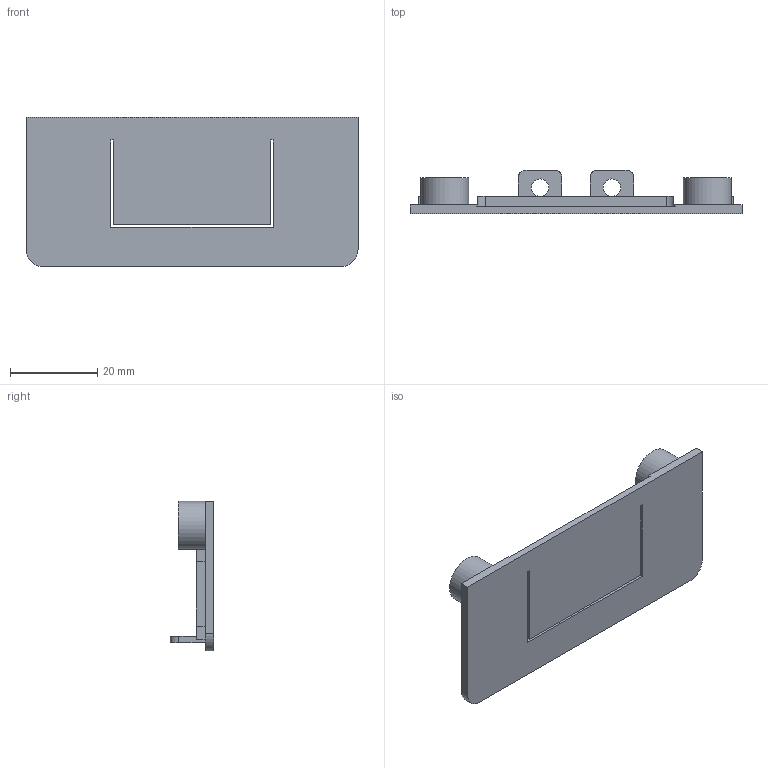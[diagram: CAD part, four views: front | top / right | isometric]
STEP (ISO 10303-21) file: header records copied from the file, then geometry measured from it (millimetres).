
FILE_DESCRIPTION(/* description */ ('STEP AP242','CAx-IF Rec.Pracs.---Representation and Presentation of Product Manufacturing Information (PMI)---4.0---2014-10-13','CAx-IF Rec.Pracs.---3D Tessellated Geometry---0.4---2014-09-14','2;1'),/* implementation_level */ '2;1');
FILE_NAME(/* name */ '6695d59d547cec1255ec36b4',/* time_stamp */ '2024-07-16T02:06:22Z',/* author */ (''),/* organization */ (''),/* preprocessor_version */ 'ST-DEVELOPER v20',/* originating_system */ ' ',/* authorisation */ ' ');
FILE_SCHEMA (('AP242_MANAGED_MODEL_BASED_3D_ENGINEERING_MIM_LF { 1 0 10303 442 1 1 4 }'));
Length unit declared in the file: metre
Products named in the file (2): Bottom Bezel
Assembly tree (1 placements, depth 2):
  Bottom Bezel
    Bottom Bezel
Bounding box: 76 x 10 x 34.25 mm (x, y, z)
Volume: 6299.7 mm3; surface area: 7552 mm2
Topology: 1 solids, 1 shells, 74 faces, 197 edges, 131 vertices
Faces by surface type: plane 56, cylinder 11, bspline 4, cone 3
Full cylindrical faces by diameter (mm): 4 x2, 7.1 x1, 8.2 x2, 11 x2
Entity records: 2367 total; most frequent: CARTESIAN_POINT 556, ORIENTED_EDGE 364, DIRECTION 338, EDGE_CURVE 182, LINE 138, VECTOR 138, VERTEX_POINT 126, AXIS2_PLACEMENT_3D 100
